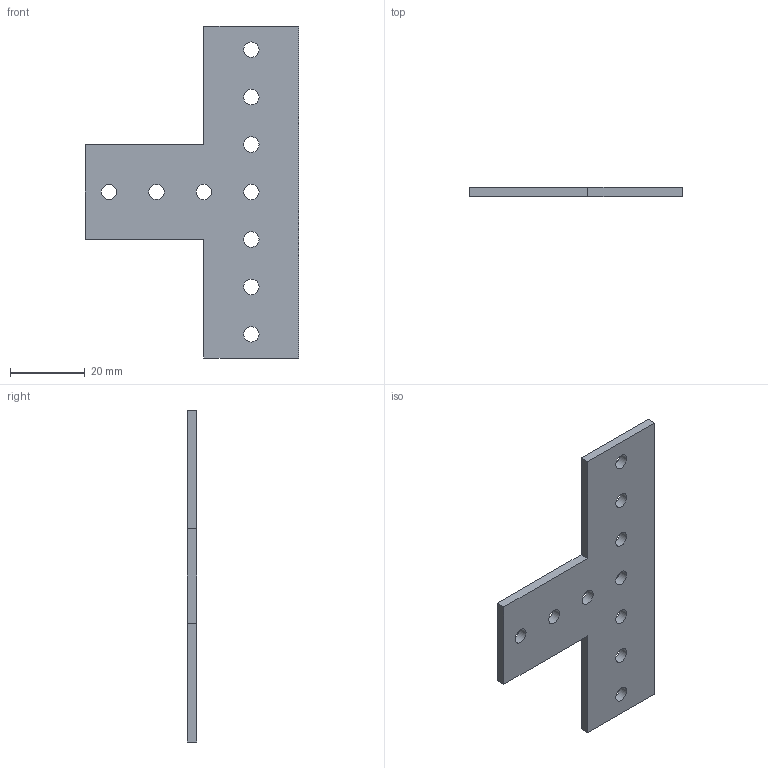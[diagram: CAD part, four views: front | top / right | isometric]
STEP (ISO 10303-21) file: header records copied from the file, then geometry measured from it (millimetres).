
FILE_DESCRIPTION(/* description */ (''),/* implementation_level */ '2;1');
FILE_NAME(/* name */ 'Custom-Superstructure-Mount-T-Gusset.stp',/* time_stamp */ '2024-02-17T12:32:29-05:00',/* author */ ('rohan'),/* organization */ (''),/* preprocessor_version */ 'ST-DEVELOPER v20',/* originating_system */ 'Autodesk Inventor 2024',/* authorisation */ '');
FILE_SCHEMA (('AUTOMOTIVE_DESIGN { 1 0 10303 214 3 1 1 }'));
Length unit declared in the file: inch
Products named in the file (1): Custom-Superstructure-Mount-T-Gusset
Bounding box: 57.15 x 2.5 x 88.9 mm (x, y, z)
Volume: 7324.7 mm3; surface area: 6915.2 mm2
Topology: 1 solids, 1 shells, 20 faces, 54 edges, 36 vertices
Faces by surface type: plane 10, cylinder 10
Full cylindrical faces by diameter (mm): 4.14 x10
Entity records: 751 total; most frequent: DIRECTION 116, CARTESIAN_POINT 111, ORIENTED_EDGE 108, EDGE_CURVE 54, AXIS2_PLACEMENT_3D 41, EDGE_LOOP 40, VERTEX_POINT 36, LINE 34
